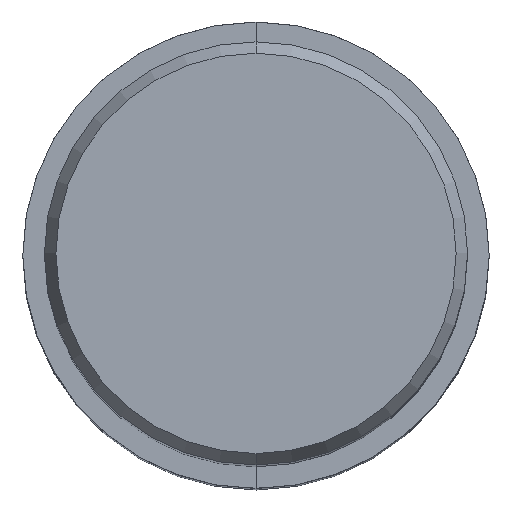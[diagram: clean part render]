
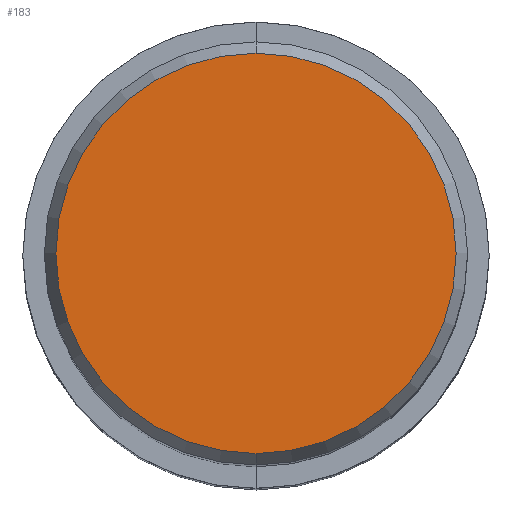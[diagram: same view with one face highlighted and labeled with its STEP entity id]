
A CAD part, top view. The second image highlights one B-rep face of the part: STEP entity #183.
In plain terms, the highlighted planar face has unit normal (0, 0, 1).
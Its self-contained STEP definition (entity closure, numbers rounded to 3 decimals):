
#183=ADVANCED_FACE('',(#398),#399,.T.);
#215=VERTEX_POINT('',#436);
#225=VERTEX_POINT('',#447);
#267=EDGE_CURVE('',#215,#225,#491,.T.);
#291=EDGE_CURVE('',#225,#215,#518,.T.);
#398=FACE_OUTER_BOUND('',#632,.T.);
#399=PLANE('',#633);
#436=CARTESIAN_POINT('',(0.,-12.012,0.01));
#447=CARTESIAN_POINT('',(0.0,12.012,0.01));
#491=CIRCLE('',#752,12.012);
#518=CIRCLE('',#787,12.012);
#632=EDGE_LOOP('',(#899,#900));
#633=AXIS2_PLACEMENT_3D('',#901,#902,#903);
#752=AXIS2_PLACEMENT_3D('',#1017,#1018,#1019);
#787=AXIS2_PLACEMENT_3D('',#1055,#1056,#1057);
#899=ORIENTED_EDGE('',*,*,#291,.F.);
#900=ORIENTED_EDGE('',*,*,#267,.F.);
#901=CARTESIAN_POINT('',(0.0,6.006,0.01));
#902=DIRECTION('',(-0.0,0.0,1.0));
#903=DIRECTION('',(0.0,-1.0,0.0));
#1017=CARTESIAN_POINT('',(0.0,0.0,0.01));
#1018=DIRECTION('',(0.0,0.0,-1.0));
#1019=DIRECTION('',(0.0,1.0,0.0));
#1055=CARTESIAN_POINT('',(0.0,0.0,0.01));
#1056=DIRECTION('',(0.0,0.0,-1.0));
#1057=DIRECTION('',(0.0,1.0,0.0));
